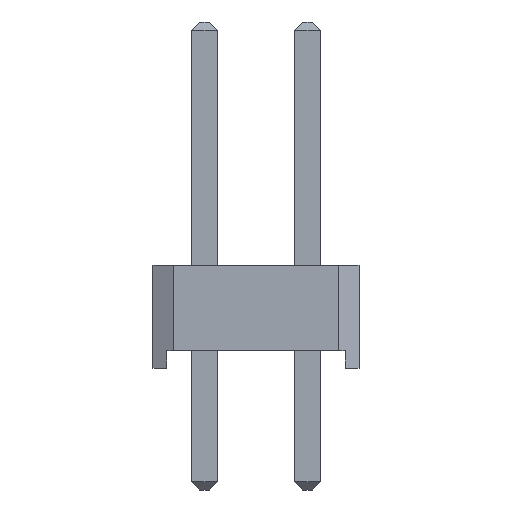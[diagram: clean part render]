
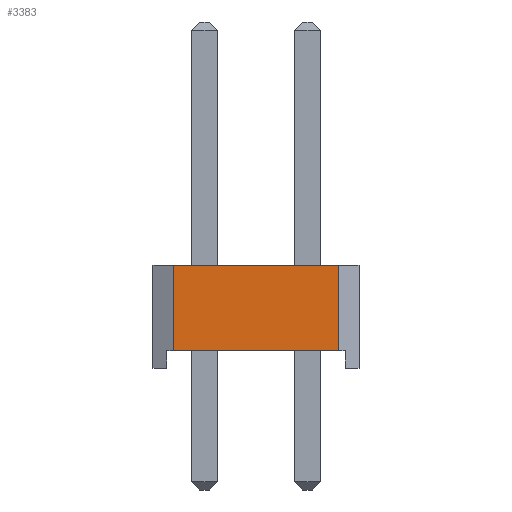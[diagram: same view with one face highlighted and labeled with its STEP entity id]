
A CAD part, front view. The second image highlights one B-rep face of the part: STEP entity #3383.
In plain terms, the highlighted face is planar.
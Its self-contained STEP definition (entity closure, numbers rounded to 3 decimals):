
#148=ORIENTED_EDGE('',*,*,#790,.T.);
#149=ORIENTED_EDGE('',*,*,#744,.T.);
#150=ORIENTED_EDGE('',*,*,#791,.F.);
#151=ORIENTED_EDGE('',*,*,#768,.F.);
#744=EDGE_CURVE('',#1080,#1081,#1288,.T.);
#768=EDGE_CURVE('',#1088,#1089,#1312,.T.);
#790=EDGE_CURVE('',#1088,#1080,#1334,.T.);
#791=EDGE_CURVE('',#1089,#1081,#1335,.T.);
#1080=VERTEX_POINT('',#4385);
#1081=VERTEX_POINT('',#4386);
#1088=VERTEX_POINT('',#4422);
#1089=VERTEX_POINT('',#4424);
#1288=LINE('',#4384,#1624);
#1312=LINE('',#4423,#1648);
#1334=LINE('',#4459,#1670);
#1335=LINE('',#4460,#1671);
#1624=VECTOR('',#3726,1000.);
#1648=VECTOR('',#3762,1000.);
#1670=VECTOR('',#3798,1000.);
#1671=VECTOR('',#3799,1000.);
#1937=EDGE_LOOP('',(#148,#149,#150,#151));
#2091=FACE_BOUND('',#1937,.T.);
#2245=PLANE('',#3532);
#3383=ADVANCED_FACE('',(#2091),#2245,.F.);
#3532=AXIS2_PLACEMENT_3D('',#4458,#3796,#3797);
#3726=DIRECTION('',(0.,1.,0.));
#3762=DIRECTION('',(0.,1.,0.));
#3796=DIRECTION('',(-1.,0.,0.));
#3797=DIRECTION('',(0.,0.,1.));
#3798=DIRECTION('',(0.,0.,-1.));
#3799=DIRECTION('',(0.,0.,-1.));
#4384=CARTESIAN_POINT('',(3.81,0.,-3.31));
#4385=CARTESIAN_POINT('',(3.81,-0.832,-3.31));
#4386=CARTESIAN_POINT('',(3.81,1.27,-3.31));
#4422=CARTESIAN_POINT('',(3.81,-0.832,0.77));
#4423=CARTESIAN_POINT('',(3.81,0.,0.77));
#4424=CARTESIAN_POINT('',(3.81,1.27,0.77));
#4458=CARTESIAN_POINT('',(3.81,0.,0.));
#4459=CARTESIAN_POINT('',(3.81,-0.832,0.93));
#4460=CARTESIAN_POINT('',(3.81,1.27,1.27));
